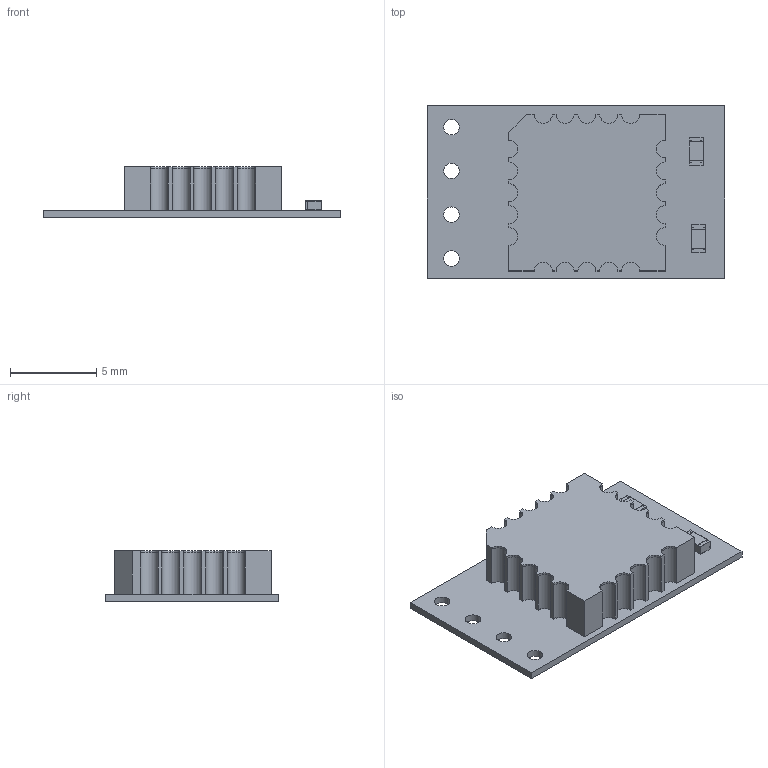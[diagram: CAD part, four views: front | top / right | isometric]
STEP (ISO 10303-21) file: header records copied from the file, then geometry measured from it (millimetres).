
FILE_DESCRIPTION(('Open CASCADE Model'),'2;1');
FILE_NAME('Open CASCADE Shape Model','2021-11-29T14:22:40',('Author'),( 'Open CASCADE'),'Open CASCADE STEP processor 6.8','Open CASCADE 6.8' ,'Unknown');
FILE_SCHEMA(('AUTOMOTIVE_DESIGN { 1 0 10303 214 1 1 1 1 }'));
Length unit declared in the file: millimetre
Products named in the file (1): PCB
Bounding box: 17.27 x 10 x 2.95 mm (x, y, z)
Volume: 258.3 mm3; surface area: 1075.9 mm2
Topology: 30 solids, 30 shells, 342 faces, 806 edges, 524 vertices
Faces by surface type: plane 293, cylinder 49
Full cylindrical faces by diameter (mm): 0.9 x4
Entity records: 9833 total; most frequent: CARTESIAN_POINT 1673, ORIENTED_EDGE 1612, DIRECTION 1590, EDGE_CURVE 806, LINE 708, VECTOR 708, VERTEX_POINT 524, AXIS2_PLACEMENT_3D 441
